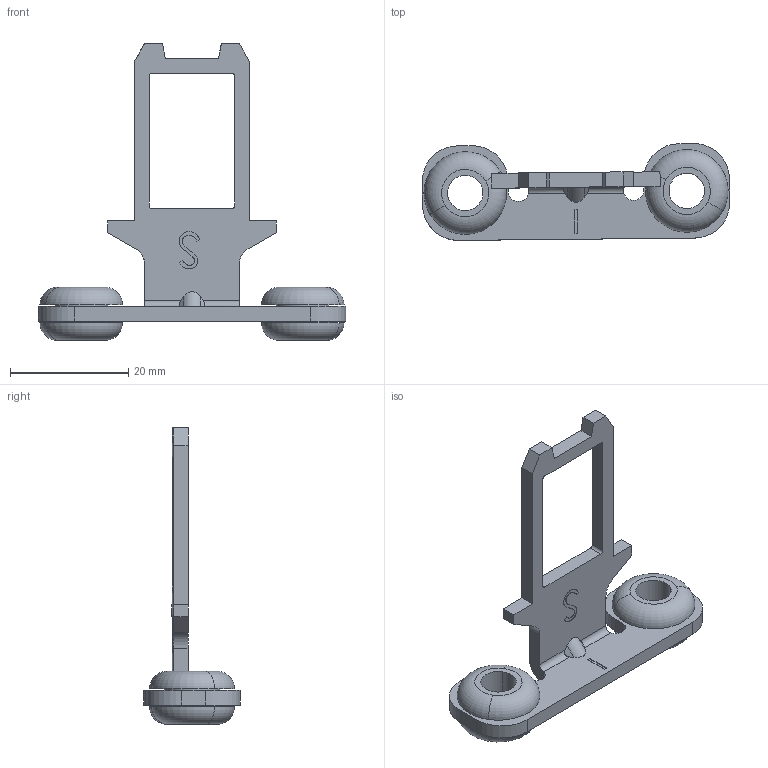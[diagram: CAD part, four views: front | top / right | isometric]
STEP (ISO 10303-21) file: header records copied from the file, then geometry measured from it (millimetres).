
FILE_DESCRIPTION(('STEP AP203'),'1');
FILE_NAME(' ',' ',('TraceParts'),('TraceParts S.A.'),'XStep 1.0',' ',' ');
FILE_SCHEMA(('CONFIG_CONTROL_DESIGN'));
Length unit declared in the file: millimetre
Products named in the file (1): 1
Bounding box: 52.04 x 16.39 x 50.25 mm (x, y, z)
Volume: 3926.5 mm3; surface area: 4357.1 mm2
Topology: 1 solids, 1 shells, 137 faces, 367 edges, 244 vertices
Faces by surface type: plane 64, cylinder 33, bspline 32, torus 8
Entity records: 5937 total; most frequent: CARTESIAN_POINT 2577, ORIENTED_EDGE 734, DIRECTION 608, EDGE_CURVE 367, VERTEX_POINT 244, LINE 208, VECTOR 208, AXIS2_PLACEMENT_3D 200
